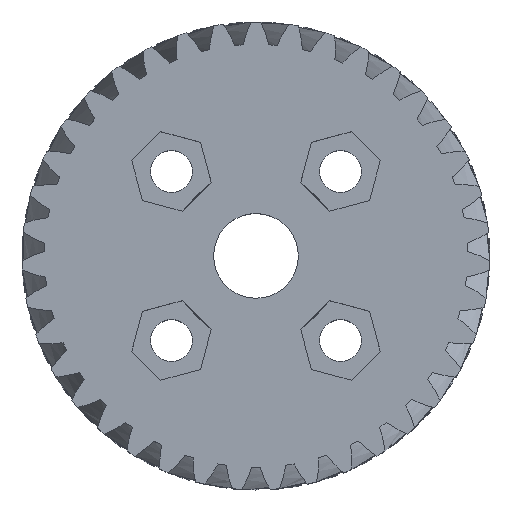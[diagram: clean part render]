
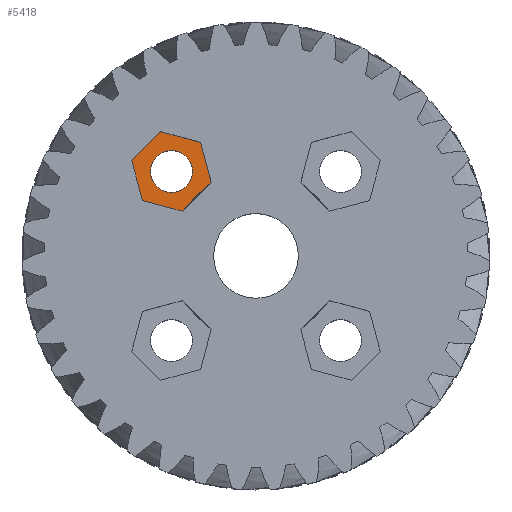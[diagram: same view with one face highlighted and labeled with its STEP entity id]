
A CAD part, top view. The second image highlights one B-rep face of the part: STEP entity #5418.
In plain terms, the highlighted planar face has unit normal (0, 0, 1).
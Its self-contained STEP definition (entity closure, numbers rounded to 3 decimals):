
#262=FACE_BOUND('',#746,.T.);
#281=CIRCLE('',#5766,8.5);
#282=CIRCLE('',#5767,2.1);
#387=PLANE('',#5765);
#421=FACE_OUTER_BOUND('',#745,.T.);
#745=EDGE_LOOP('',(#3553,#3554,#3555,#3556,#3557,#3558,#3559,#3560));
#746=EDGE_LOOP('',(#3561));
#1088=LINE('',#6934,#1188);
#1089=LINE('',#6936,#1189);
#1090=LINE('',#6938,#1190);
#1091=LINE('',#6940,#1191);
#1092=LINE('',#6942,#1192);
#1093=LINE('',#6944,#1193);
#1094=LINE('',#6945,#1194);
#1188=VECTOR('',#5967,10.);
#1189=VECTOR('',#5968,10.);
#1190=VECTOR('',#5969,10.);
#1191=VECTOR('',#5970,10.);
#1192=VECTOR('',#5971,10.);
#1193=VECTOR('',#5972,10.);
#1194=VECTOR('',#5973,10.);
#2036=VERTEX_POINT('',#6930);
#2037=VERTEX_POINT('',#6931);
#2038=VERTEX_POINT('',#6933);
#2039=VERTEX_POINT('',#6935);
#2040=VERTEX_POINT('',#6937);
#2041=VERTEX_POINT('',#6939);
#2042=VERTEX_POINT('',#6941);
#2043=VERTEX_POINT('',#6943);
#2044=VERTEX_POINT('',#6946);
#2630=EDGE_CURVE('',#2036,#2037,#281,.T.);
#2631=EDGE_CURVE('',#2036,#2038,#1088,.T.);
#2632=EDGE_CURVE('',#2038,#2039,#1089,.T.);
#2633=EDGE_CURVE('',#2039,#2040,#1090,.T.);
#2634=EDGE_CURVE('',#2040,#2041,#1091,.T.);
#2635=EDGE_CURVE('',#2041,#2042,#1092,.T.);
#2636=EDGE_CURVE('',#2042,#2043,#1093,.T.);
#2637=EDGE_CURVE('',#2043,#2037,#1094,.T.);
#2638=EDGE_CURVE('',#2044,#2044,#282,.T.);
#3553=ORIENTED_EDGE('',*,*,#2630,.F.);
#3554=ORIENTED_EDGE('',*,*,#2631,.T.);
#3555=ORIENTED_EDGE('',*,*,#2632,.T.);
#3556=ORIENTED_EDGE('',*,*,#2633,.T.);
#3557=ORIENTED_EDGE('',*,*,#2634,.T.);
#3558=ORIENTED_EDGE('',*,*,#2635,.T.);
#3559=ORIENTED_EDGE('',*,*,#2636,.T.);
#3560=ORIENTED_EDGE('',*,*,#2637,.T.);
#3561=ORIENTED_EDGE('',*,*,#2638,.F.);
#5418=ADVANCED_FACE('',(#421,#262),#387,.F.);
#5765=AXIS2_PLACEMENT_3D('',#6929,#5963,#5964);
#5766=AXIS2_PLACEMENT_3D('',#6932,#5965,#5966);
#5767=AXIS2_PLACEMENT_3D('',#6947,#5974,#5975);
#5963=DIRECTION('center_axis',(0.,0.,-1.));
#5964=DIRECTION('ref_axis',(-1.,0.,0.));
#5965=DIRECTION('center_axis',(0.,0.,1.));
#5966=DIRECTION('ref_axis',(1.,0.,0.));
#5967=DIRECTION('',(0.707,0.707,0.));
#5968=DIRECTION('',(-0.259,0.966,0.));
#5969=DIRECTION('',(-0.966,0.259,0.));
#5970=DIRECTION('',(-0.707,-0.707,0.));
#5971=DIRECTION('',(0.259,-0.966,0.));
#5972=DIRECTION('',(0.966,-0.259,0.));
#5973=DIRECTION('',(0.707,0.707,0.));
#5974=DIRECTION('center_axis',(0.,0.,1.));
#5975=DIRECTION('ref_axis',(1.,0.,0.));
#6929=CARTESIAN_POINT('Origin',(80.515,8.485,15.));
#6930=CARTESIAN_POINT('',(83.839,6.754,15.));
#6931=CARTESIAN_POINT('',(82.246,5.161,15.));
#6932=CARTESIAN_POINT('Origin',(89.,0.,15.));
#6933=CARTESIAN_POINT('',(84.502,7.417,15.));
#6934=CARTESIAN_POINT('',(84.502,7.417,15.));
#6935=CARTESIAN_POINT('',(83.434,11.404,15.));
#6936=CARTESIAN_POINT('',(83.434,11.404,15.));
#6937=CARTESIAN_POINT('',(79.446,12.473,15.));
#6938=CARTESIAN_POINT('',(79.446,12.473,15.));
#6939=CARTESIAN_POINT('',(76.527,9.554,15.));
#6940=CARTESIAN_POINT('',(76.527,9.554,15.));
#6941=CARTESIAN_POINT('',(77.596,5.566,15.));
#6942=CARTESIAN_POINT('',(77.596,5.566,15.));
#6943=CARTESIAN_POINT('',(81.583,4.498,15.));
#6944=CARTESIAN_POINT('',(81.583,4.498,15.));
#6945=CARTESIAN_POINT('',(84.502,7.417,15.));
#6946=CARTESIAN_POINT('',(78.415,8.485,15.));
#6947=CARTESIAN_POINT('Origin',(80.515,8.485,15.));
